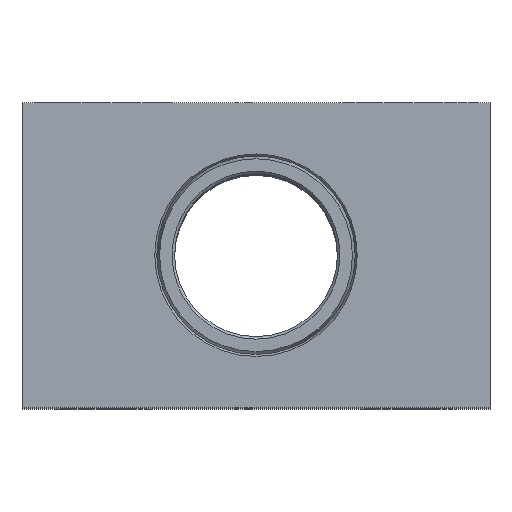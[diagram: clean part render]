
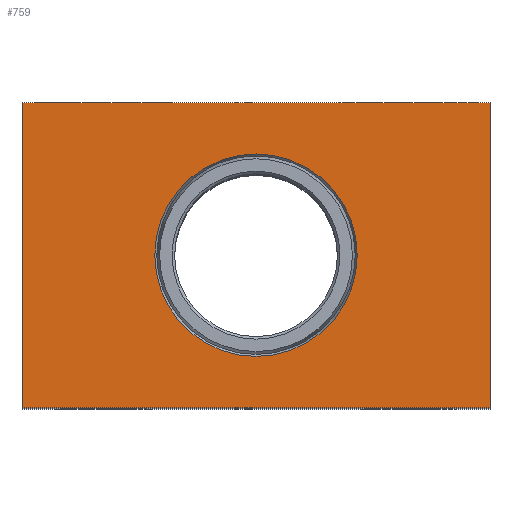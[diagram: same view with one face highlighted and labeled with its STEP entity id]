
A CAD part, top view. The second image highlights one B-rep face of the part: STEP entity #759.
In plain terms, the highlighted planar face has unit normal (0, 0, 1).
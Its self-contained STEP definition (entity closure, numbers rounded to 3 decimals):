
#33=LINE('',#1276,#57);
#34=LINE('',#1278,#58);
#35=LINE('',#1280,#59);
#36=LINE('',#1281,#60);
#57=VECTOR('',#1046,60.);
#58=VECTOR('',#1047,92.);
#59=VECTOR('',#1048,60.);
#60=VECTOR('',#1049,92.);
#80=PLANE('',#854);
#139=FACE_BOUND('',#292,.T.);
#199=FACE_OUTER_BOUND('',#291,.T.);
#291=EDGE_LOOP('',(#631,#632,#633,#634));
#292=EDGE_LOOP('',(#635));
#375=CIRCLE('',#851,19.904);
#437=VERTEX_POINT('',#1268);
#439=VERTEX_POINT('',#1274);
#440=VERTEX_POINT('',#1275);
#441=VERTEX_POINT('',#1277);
#442=VERTEX_POINT('',#1279);
#511=EDGE_CURVE('',#437,#437,#375,.T.);
#513=EDGE_CURVE('',#439,#440,#33,.T.);
#514=EDGE_CURVE('',#441,#439,#34,.T.);
#515=EDGE_CURVE('',#442,#441,#35,.T.);
#516=EDGE_CURVE('',#440,#442,#36,.T.);
#631=ORIENTED_EDGE('',*,*,#513,.F.);
#632=ORIENTED_EDGE('',*,*,#514,.F.);
#633=ORIENTED_EDGE('',*,*,#515,.F.);
#634=ORIENTED_EDGE('',*,*,#516,.F.);
#635=ORIENTED_EDGE('',*,*,#511,.F.);
#759=ADVANCED_FACE('',(#199,#139),#80,.F.);
#851=AXIS2_PLACEMENT_3D('',#1269,#1038,#1039);
#854=AXIS2_PLACEMENT_3D('',#1273,#1044,#1045);
#1038=DIRECTION('center_axis',(0.,0.,1.));
#1039=DIRECTION('ref_axis',(1.,0.,0.));
#1044=DIRECTION('center_axis',(0.,0.,-1.));
#1045=DIRECTION('ref_axis',(-1.,0.,0.));
#1046=DIRECTION('',(0.,-1.,0.));
#1047=DIRECTION('',(1.,0.,0.));
#1048=DIRECTION('',(0.,1.,0.));
#1049=DIRECTION('',(-1.,0.,0.));
#1268=CARTESIAN_POINT('',(-19.904,0.,162.5));
#1269=CARTESIAN_POINT('Origin',(0.,0.,162.5));
#1273=CARTESIAN_POINT('Origin',(0.,0.,
162.5));
#1274=CARTESIAN_POINT('',(46.,30.,162.5));
#1275=CARTESIAN_POINT('',(46.,-30.,162.5));
#1276=CARTESIAN_POINT('',(46.,-30.,162.5));
#1277=CARTESIAN_POINT('',(-46.,30.,162.5));
#1278=CARTESIAN_POINT('',(46.,30.,162.5));
#1279=CARTESIAN_POINT('',(-46.,-30.,162.5));
#1280=CARTESIAN_POINT('',(-46.,30.,162.5));
#1281=CARTESIAN_POINT('',(-46.,-30.,162.5));
